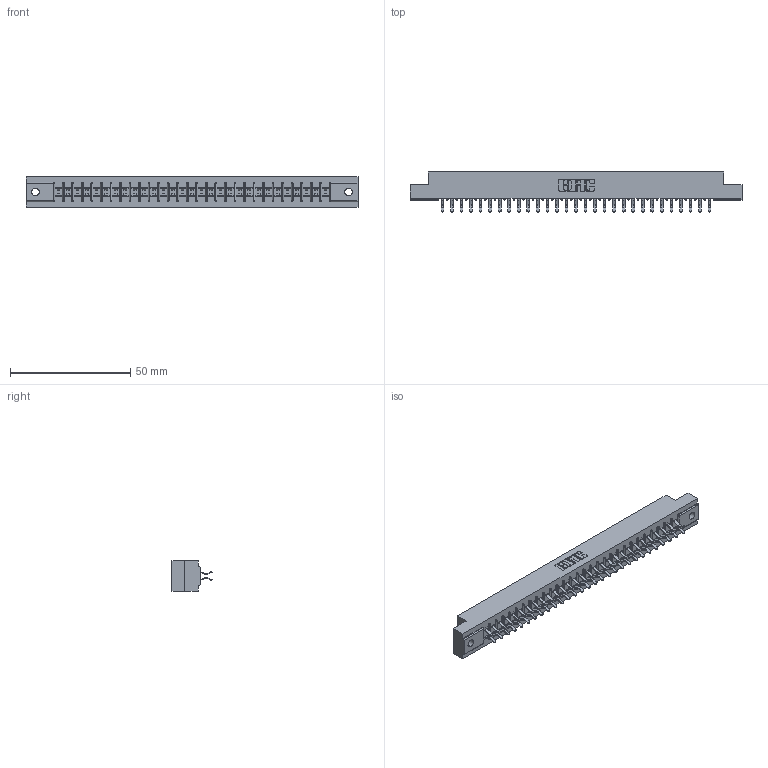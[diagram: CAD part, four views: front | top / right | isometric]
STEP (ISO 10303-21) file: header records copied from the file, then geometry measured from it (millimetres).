
FILE_DESCRIPTION (( 'STEP AP203' ), '1' );
FILE_NAME ('305-058-556-502.STEP', '2019-09-10T00:46:53', ( '' ), ( '' ), 'SwSTEP 2.0', 'SolidWorks 2016', '' );
FILE_SCHEMA (( 'CONFIG_CONTROL_DESIGN' ));
Length unit declared in the file: inch
Products named in the file (3): 305-290-001_556; 305-058-556-502; 305 Part_.128 Dia
Assembly tree (59 placements, depth 2):
  305-058-556-502
    305 Part_.128 Dia
    305-290-001_556  x58
Bounding box: 137.92 x 16.64 x 12.7 mm (x, y, z)
Volume: 13863 mm3; surface area: 17731.7 mm2
Topology: 59 solids, 59 shells, 3364 faces, 9683 edges, 6298 vertices
Faces by surface type: plane 1866, cylinder 1382, sphere 116
Entity records: 33206 total; most frequent: CARTESIAN_POINT 5497, ORIENTED_EDGE 5454, DIRECTION 5331, EDGE_CURVE 2727, LINE 2187, VECTOR 2187, VERTEX_POINT 1738, AXIS2_PLACEMENT_3D 1572
